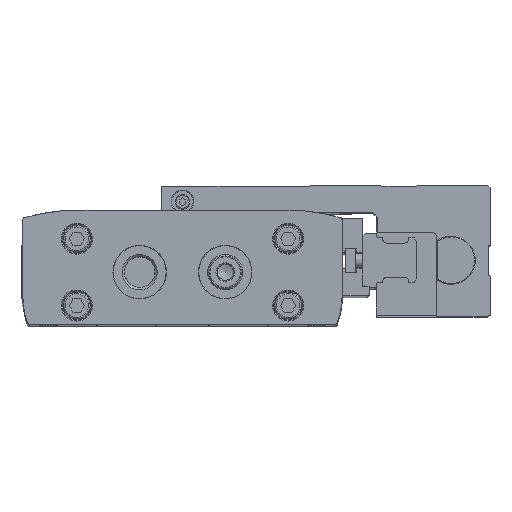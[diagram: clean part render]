
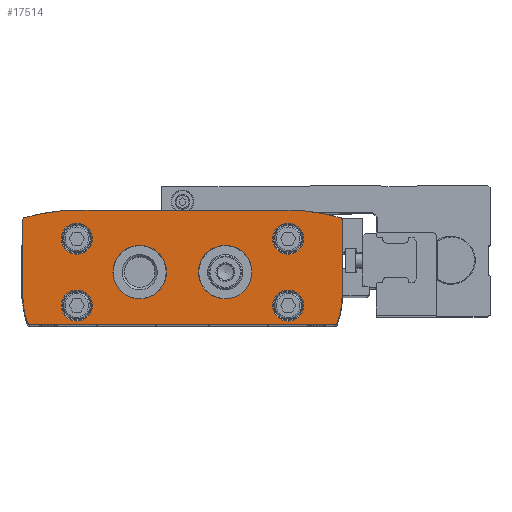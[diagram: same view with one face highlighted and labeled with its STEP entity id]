
A CAD part, top view. The second image highlights one B-rep face of the part: STEP entity #17514.
In plain terms, the highlighted planar face has unit normal (0, 0, 1).
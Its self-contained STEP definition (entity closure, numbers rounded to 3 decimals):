
#740=CIRCLE('',#18780,75.);
#746=CIRCLE('',#18789,75.);
#901=CIRCLE('',#19066,5.8);
#902=CIRCLE('',#19067,5.8);
#903=CIRCLE('',#19068,5.8);
#904=CIRCLE('',#19069,5.8);
#905=CIRCLE('',#19070,10.);
#906=CIRCLE('',#19071,10.);
#907=CIRCLE('',#19072,28.);
#908=CIRCLE('',#19073,1.);
#909=CIRCLE('',#19074,1.);
#910=CIRCLE('',#19075,28.);
#911=CIRCLE('',#19076,1.);
#912=CIRCLE('',#19077,1.);
#2463=ORIENTED_EDGE('',*,*,#6943,.F.);
#2464=ORIENTED_EDGE('',*,*,#6944,.F.);
#2465=ORIENTED_EDGE('',*,*,#6945,.F.);
#2466=ORIENTED_EDGE('',*,*,#6946,.F.);
#2467=ORIENTED_EDGE('',*,*,#6947,.F.);
#2468=ORIENTED_EDGE('',*,*,#6948,.F.);
#2469=ORIENTED_EDGE('',*,*,#6949,.T.);
#2470=ORIENTED_EDGE('',*,*,#6950,.T.);
#2471=ORIENTED_EDGE('',*,*,#6951,.T.);
#2472=ORIENTED_EDGE('',*,*,#6400,.T.);
#2473=ORIENTED_EDGE('',*,*,#6952,.T.);
#2474=ORIENTED_EDGE('',*,*,#6953,.T.);
#2475=ORIENTED_EDGE('',*,*,#6954,.T.);
#2476=ORIENTED_EDGE('',*,*,#6955,.T.);
#2477=ORIENTED_EDGE('',*,*,#6522,.T.);
#2478=ORIENTED_EDGE('',*,*,#6956,.T.);
#2479=ORIENTED_EDGE('',*,*,#6504,.T.);
#2480=ORIENTED_EDGE('',*,*,#6957,.T.);
#6400=EDGE_CURVE('',#8820,#8823,#10573,.T.);
#6504=EDGE_CURVE('',#8916,#8919,#740,.T.);
#6522=EDGE_CURVE('',#8934,#8937,#746,.T.);
#6943=EDGE_CURVE('',#9228,#9228,#901,.T.);
#6944=EDGE_CURVE('',#9229,#9229,#902,.T.);
#6945=EDGE_CURVE('',#9230,#9230,#903,.T.);
#6946=EDGE_CURVE('',#9231,#9231,#904,.T.);
#6947=EDGE_CURVE('',#9232,#9232,#905,.T.);
#6948=EDGE_CURVE('',#9233,#9233,#906,.T.);
#6949=EDGE_CURVE('',#9234,#9235,#10902,.T.);
#6950=EDGE_CURVE('',#9235,#9236,#907,.T.);
#6951=EDGE_CURVE('',#9236,#8820,#908,.T.);
#6952=EDGE_CURVE('',#8823,#9237,#909,.T.);
#6953=EDGE_CURVE('',#9237,#9238,#910,.T.);
#6954=EDGE_CURVE('',#9238,#9239,#10903,.T.);
#6955=EDGE_CURVE('',#9239,#8934,#911,.T.);
#6956=EDGE_CURVE('',#8937,#8916,#10904,.T.);
#6957=EDGE_CURVE('',#8919,#9234,#912,.T.);
#8820=VERTEX_POINT('',#26235);
#8823=VERTEX_POINT('',#26240);
#8916=VERTEX_POINT('',#26455);
#8919=VERTEX_POINT('',#26460);
#8934=VERTEX_POINT('',#26536);
#8937=VERTEX_POINT('',#26541);
#9228=VERTEX_POINT('',#27390);
#9229=VERTEX_POINT('',#27392);
#9230=VERTEX_POINT('',#27394);
#9231=VERTEX_POINT('',#27396);
#9232=VERTEX_POINT('',#27398);
#9233=VERTEX_POINT('',#27400);
#9234=VERTEX_POINT('',#27402);
#9235=VERTEX_POINT('',#27403);
#9236=VERTEX_POINT('',#27405);
#9237=VERTEX_POINT('',#27408);
#9238=VERTEX_POINT('',#27410);
#9239=VERTEX_POINT('',#27412);
#10573=LINE('',#26241,#12083);
#10902=LINE('',#27401,#12412);
#10903=LINE('',#27411,#12413);
#10904=LINE('',#27414,#12414);
#12083=VECTOR('',#20727,1000.);
#12412=VECTOR('',#21770,1000.);
#12413=VECTOR('',#21779,1000.);
#12414=VECTOR('',#21782,1000.);
#13776=EDGE_LOOP('',(#2463));
#13777=EDGE_LOOP('',(#2464));
#13778=EDGE_LOOP('',(#2465));
#13779=EDGE_LOOP('',(#2466));
#13780=EDGE_LOOP('',(#2467));
#13781=EDGE_LOOP('',(#2468));
#13782=EDGE_LOOP('',(#2469,#2470,#2471,#2472,#2473,#2474,#2475,#2476,#2477,
#2478,#2479,#2480));
#15366=FACE_BOUND('',#13776,.T.);
#15367=FACE_BOUND('',#13777,.T.);
#15368=FACE_BOUND('',#13778,.T.);
#15369=FACE_BOUND('',#13779,.T.);
#15370=FACE_BOUND('',#13780,.T.);
#15371=FACE_BOUND('',#13781,.T.);
#15372=FACE_BOUND('',#13782,.T.);
#16866=PLANE('',#19065);
#17514=ADVANCED_FACE('',(#15366,#15367,#15368,#15369,#15370,#15371,#15372),
#16866,.T.);
#18780=AXIS2_PLACEMENT_3D('',#26461,#20916,#20917);
#18789=AXIS2_PLACEMENT_3D('',#26542,#20940,#20941);
#19065=AXIS2_PLACEMENT_3D('',#27388,#21756,#21757);
#19066=AXIS2_PLACEMENT_3D('',#27389,#21758,#21759);
#19067=AXIS2_PLACEMENT_3D('',#27391,#21760,#21761);
#19068=AXIS2_PLACEMENT_3D('',#27393,#21762,#21763);
#19069=AXIS2_PLACEMENT_3D('',#27395,#21764,#21765);
#19070=AXIS2_PLACEMENT_3D('',#27397,#21766,#21767);
#19071=AXIS2_PLACEMENT_3D('',#27399,#21768,#21769);
#19072=AXIS2_PLACEMENT_3D('',#27404,#21771,#21772);
#19073=AXIS2_PLACEMENT_3D('',#27406,#21773,#21774);
#19074=AXIS2_PLACEMENT_3D('',#27407,#21775,#21776);
#19075=AXIS2_PLACEMENT_3D('',#27409,#21777,#21778);
#19076=AXIS2_PLACEMENT_3D('',#27413,#21780,#21781);
#19077=AXIS2_PLACEMENT_3D('',#27415,#21783,#21784);
#20727=DIRECTION('',(1.,0.,0.));
#20916=DIRECTION('',(0.,0.,1.));
#20917=DIRECTION('',(1.,0.,0.));
#20940=DIRECTION('',(0.,0.,1.));
#20941=DIRECTION('',(1.,0.,0.));
#21756=DIRECTION('',(0.,0.,1.));
#21757=DIRECTION('',(1.,0.,0.));
#21758=DIRECTION('',(0.,0.,1.));
#21759=DIRECTION('',(1.,0.,0.));
#21760=DIRECTION('',(0.,0.,1.));
#21761=DIRECTION('',(1.,0.,0.));
#21762=DIRECTION('',(0.,0.,1.));
#21763=DIRECTION('',(1.,0.,0.));
#21764=DIRECTION('',(0.,0.,1.));
#21765=DIRECTION('',(1.,0.,0.));
#21766=DIRECTION('',(0.,0.,1.));
#21767=DIRECTION('',(1.,0.,0.));
#21768=DIRECTION('',(0.,0.,1.));
#21769=DIRECTION('',(1.,0.,0.));
#21770=DIRECTION('',(0.,-1.,0.));
#21771=DIRECTION('',(0.,0.,1.));
#21772=DIRECTION('',(1.,0.,0.));
#21773=DIRECTION('',(0.,0.,1.));
#21774=DIRECTION('',(1.,0.,0.));
#21775=DIRECTION('',(0.,0.,1.));
#21776=DIRECTION('',(1.,0.,0.));
#21777=DIRECTION('',(0.,0.,1.));
#21778=DIRECTION('',(1.,0.,0.));
#21779=DIRECTION('',(0.,1.,0.));
#21780=DIRECTION('',(0.,0.,1.));
#21781=DIRECTION('',(1.,0.,0.));
#21782=DIRECTION('',(-1.,0.,0.));
#21783=DIRECTION('',(0.,0.,1.));
#21784=DIRECTION('',(1.,0.,0.));
#26235=CARTESIAN_POINT('',(-56.974,0.,250.));
#26240=CARTESIAN_POINT('',(56.974,0.,250.));
#26241=CARTESIAN_POINT('',(-56.974,0.,250.));
#26455=CARTESIAN_POINT('',(-38.7,42.7,250.));
#26460=CARTESIAN_POINT('',(-58.97,39.909,250.));
#26461=CARTESIAN_POINT('',(-38.7,-32.3,250.));
#26536=CARTESIAN_POINT('',(58.97,39.909,250.));
#26541=CARTESIAN_POINT('',(38.7,42.7,250.));
#26542=CARTESIAN_POINT('',(38.7,-32.3,250.));
#27388=CARTESIAN_POINT('',(-31.7,10.5,250.));
#27389=CARTESIAN_POINT('',(-39.5,7.,250.));
#27390=CARTESIAN_POINT('',(-33.7,7.,250.));
#27391=CARTESIAN_POINT('',(-39.5,32.,250.));
#27392=CARTESIAN_POINT('',(-33.7,32.,250.));
#27393=CARTESIAN_POINT('',(39.5,32.,250.));
#27394=CARTESIAN_POINT('',(45.3,32.,250.));
#27395=CARTESIAN_POINT('',(39.5,7.,250.));
#27396=CARTESIAN_POINT('',(45.3,7.,250.));
#27397=CARTESIAN_POINT('',(-16.,19.5,250.));
#27398=CARTESIAN_POINT('',(-6.,19.5,250.));
#27399=CARTESIAN_POINT('',(16.,19.5,250.));
#27400=CARTESIAN_POINT('',(26.,19.5,250.));
#27401=CARTESIAN_POINT('',(-59.7,38.946,250.));
#27402=CARTESIAN_POINT('',(-59.7,38.946,250.));
#27403=CARTESIAN_POINT('',(-59.7,10.5,250.));
#27404=CARTESIAN_POINT('',(-31.7,10.5,250.));
#27405=CARTESIAN_POINT('',(-57.91,0.648,250.));
#27406=CARTESIAN_POINT('',(-56.974,1.,250.));
#27407=CARTESIAN_POINT('',(56.974,1.,250.));
#27408=CARTESIAN_POINT('',(57.91,0.648,250.));
#27409=CARTESIAN_POINT('',(31.7,10.5,250.));
#27410=CARTESIAN_POINT('',(59.7,10.5,250.));
#27411=CARTESIAN_POINT('',(59.7,10.5,250.));
#27412=CARTESIAN_POINT('',(59.7,38.946,250.));
#27413=CARTESIAN_POINT('',(58.7,38.946,250.));
#27414=CARTESIAN_POINT('',(38.7,42.7,250.));
#27415=CARTESIAN_POINT('',(-58.7,38.946,250.));
